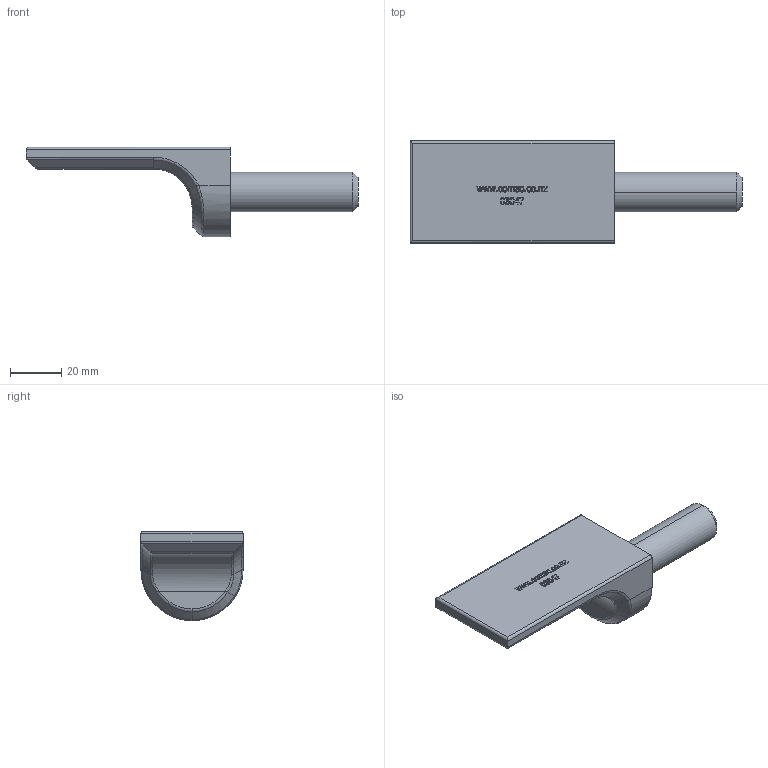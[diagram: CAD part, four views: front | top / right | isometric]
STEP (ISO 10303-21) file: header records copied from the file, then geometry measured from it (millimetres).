
FILE_DESCRIPTION (( 'STEP AP214' ), '1' );
FILE_NAME ('03047-Tailgate Hinge Pin Plain Steel 16mm.STEP', '2019-12-12T20:43:36', ( '' ), ( '' ), 'SwSTEP 2.0', 'SolidWorks 2018', '' );
FILE_SCHEMA (( 'AUTOMOTIVE_DESIGN' ));
Length unit declared in the file: millimetre
Products named in the file (1): 03047-Tailgate Hinge Pin Plain Steel 16mm
Bounding box: 130 x 40 x 35 mm (x, y, z)
Volume: 49917.2 mm3; surface area: 12348.7 mm2
Topology: 1 solids, 1 shells, 299 faces, 789 edges, 519 vertices
Faces by surface type: plane 167, bspline 106, cylinder 13, torus 7, cone 6
Entity records: 15256 total; most frequent: CARTESIAN_POINT 8582, ORIENTED_EDGE 1578, DIRECTION 972, EDGE_CURVE 789, LINE 526, VECTOR 526, VERTEX_POINT 519, EDGE_LOOP 326
